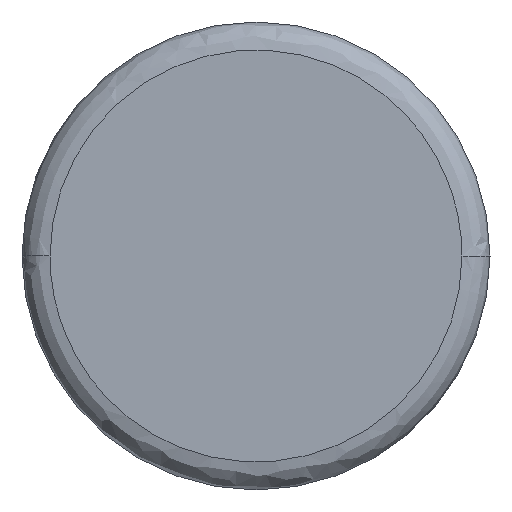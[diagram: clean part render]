
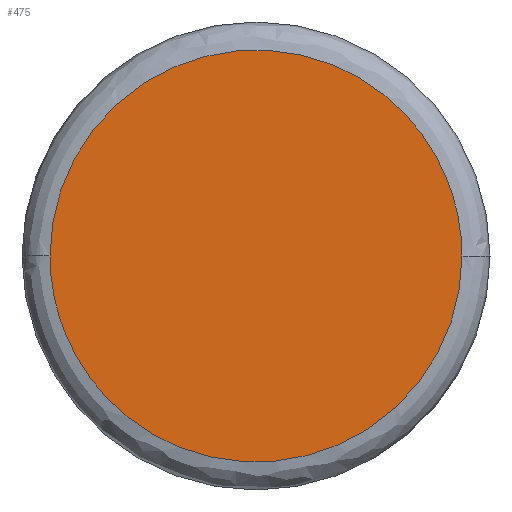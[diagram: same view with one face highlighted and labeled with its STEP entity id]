
A CAD part, left-side view. The second image highlights one B-rep face of the part: STEP entity #475.
In plain terms, the highlighted planar face has unit normal (-1, 0, 0).
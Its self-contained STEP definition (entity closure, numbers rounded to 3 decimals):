
#91 = ORIENTED_EDGE ( 'NONE', *, *, #483, .F. ) ;
#113 = ORIENTED_EDGE ( 'NONE', *, *, #225, .F. ) ;
#225 = EDGE_CURVE ( 'NONE', #791, #388, #355, .T. ) ;
#355 =( BOUNDED_CURVE ( )  B_SPLINE_CURVE ( 3, ( #638, #636, #637, #640 ),
 .UNSPECIFIED., .F., .F. ) 
 B_SPLINE_CURVE_WITH_KNOTS ( ( 4, 4 ),
 ( 0.5, 1. ),
 .UNSPECIFIED. ) 
 CURVE ( )  GEOMETRIC_REPRESENTATION_ITEM ( )  RATIONAL_B_SPLINE_CURVE ( ( 1., 0.333, 0.333, 1. ) ) 
 REPRESENTATION_ITEM ( '' )  );
#369 = AXIS2_PLACEMENT_3D ( 'NONE', #957, #992, #994 ) ;
#388 = VERTEX_POINT ( 'NONE', #736 ) ;
#436 = FACE_OUTER_BOUND ( 'NONE', #639, .T. ) ;
#475 = ADVANCED_FACE ( 'NONE', ( #436 ), #988, .T. ) ;
#483 = EDGE_CURVE ( 'NONE', #388, #791, #501, .T. ) ;
#501 =( BOUNDED_CURVE ( )  B_SPLINE_CURVE ( 3, ( #1005, #1003, #1011, #1012 ),
 .UNSPECIFIED., .F., .F. ) 
 B_SPLINE_CURVE_WITH_KNOTS ( ( 4, 4 ),
 ( 0., 0.5 ),
 .UNSPECIFIED. ) 
 CURVE ( )  GEOMETRIC_REPRESENTATION_ITEM ( )  RATIONAL_B_SPLINE_CURVE ( ( 1., 0.333, 0.333, 1. ) ) 
 REPRESENTATION_ITEM ( '' )  );
#532 = CARTESIAN_POINT ( 'NONE',  ( -10., 2.2, 0. ) ) ;
#636 = CARTESIAN_POINT ( 'NONE',  ( -10., 2.2, 4.4 ) ) ;
#637 = CARTESIAN_POINT ( 'NONE',  ( -10., -2.2, 4.4 ) ) ;
#638 = CARTESIAN_POINT ( 'NONE',  ( -10., 2.2, 0. ) ) ;
#639 = EDGE_LOOP ( 'NONE', ( #91, #113 ) ) ;
#640 = CARTESIAN_POINT ( 'NONE',  ( -10., -2.2, 0. ) ) ;
#736 = CARTESIAN_POINT ( 'NONE',  ( -10., -2.2, 0. ) ) ;
#791 = VERTEX_POINT ( 'NONE', #532 ) ;
#957 = CARTESIAN_POINT ( 'NONE',  ( -10., 0., 0. ) ) ;
#988 = PLANE ( 'NONE',  #369 ) ;
#992 = DIRECTION ( 'NONE',  ( -1., 0., 0. ) ) ;
#994 = DIRECTION ( 'NONE',  ( 0., -1., 0. ) ) ;
#1003 = CARTESIAN_POINT ( 'NONE',  ( -10., -2.2, -4.4 ) ) ;
#1005 = CARTESIAN_POINT ( 'NONE',  ( -10., -2.2, 0. ) ) ;
#1011 = CARTESIAN_POINT ( 'NONE',  ( -10., 2.2, -4.4 ) ) ;
#1012 = CARTESIAN_POINT ( 'NONE',  ( -10., 2.2, 0. ) ) ;
